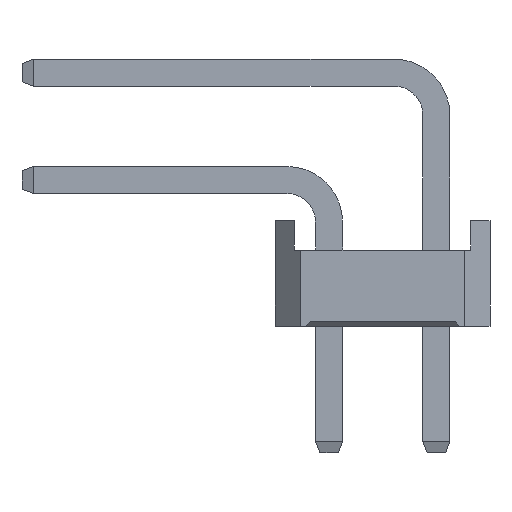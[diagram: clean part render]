
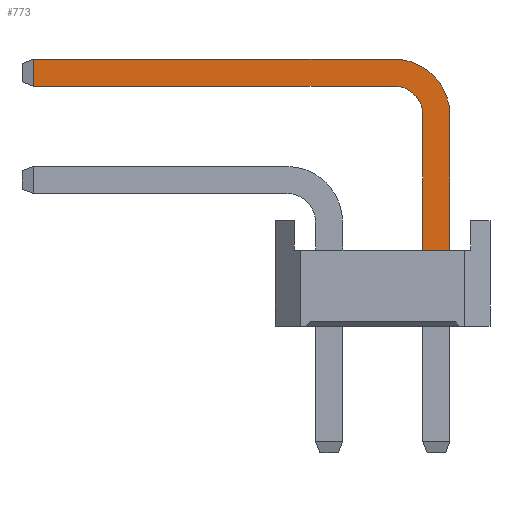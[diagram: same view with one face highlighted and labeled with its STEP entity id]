
A CAD part, left-side view. The second image highlights one B-rep face of the part: STEP entity #773.
In plain terms, the highlighted planar face has unit normal (-1, 0, 0).
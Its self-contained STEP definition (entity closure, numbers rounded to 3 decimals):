
#773=ADVANCED_FACE('',(#2297),#2299,.T.);
#2297=FACE_BOUND('',#2298,.T.);
#2298=EDGE_LOOP('',(#3501,#3502,#3503,#3504,#3505,#3506,#3507,#3508));
#2299=PLANE('',#2300);
#2300=AXIS2_PLACEMENT_3D('',#2301,#2302,#2303);
#2301=CARTESIAN_POINT('',(-0.32,-2.22,-3.));
#2302=DIRECTION('',(-1.,0.,0.));
#2303=DIRECTION('',(0.,-1.,0.));
#3501=ORIENTED_EDGE('',*,*,#4234,.F.);
#3502=ORIENTED_EDGE('',*,*,#4235,.F.);
#3503=ORIENTED_EDGE('',*,*,#4236,.F.);
#3504=ORIENTED_EDGE('',*,*,#4237,.F.);
#3505=ORIENTED_EDGE('',*,*,#4031,.T.);
#3506=ORIENTED_EDGE('',*,*,#4233,.T.);
#3507=ORIENTED_EDGE('',*,*,#4238,.T.);
#3508=ORIENTED_EDGE('',*,*,#4239,.T.);
#4031=EDGE_CURVE('',#4582,#4580,#4583,.T.);
#4233=EDGE_CURVE('',#4580,#4898,#4900,.T.);
#4234=EDGE_CURVE('',#4901,#4902,#4903,.T.);
#4235=EDGE_CURVE('',#4904,#4901,#4905,.T.);
#4236=EDGE_CURVE('',#4906,#4904,#4907,.T.);
#4237=EDGE_CURVE('',#4582,#4906,#4908,.T.);
#4238=EDGE_CURVE('',#4898,#4909,#4910,.T.);
#4239=EDGE_CURVE('',#4909,#4902,#4911,.T.);
#4580=VERTEX_POINT('',#5510);
#4582=VERTEX_POINT('',#5514);
#4583=LINE('',#5515,#5516);
#4898=VERTEX_POINT('',#6246);
#4900=LINE('',#6250,#6251);
#4901=VERTEX_POINT('',#6253);
#4902=VERTEX_POINT('',#6254);
#4903=LINE('',#6255,#6256);
#4904=VERTEX_POINT('',#6258);
#4905=LINE('',#6259,#6260);
#4906=VERTEX_POINT('',#6262);
#4907=CIRCLE('',#6263,0.68);
#4908=LINE('',#6267,#6268);
#4909=VERTEX_POINT('',#6270);
#4910=CIRCLE('',#6271,1.32);
#4911=LINE('',#6275,#6276);
#5510=CARTESIAN_POINT('',(-0.32,-2.86,1.8));
#5514=CARTESIAN_POINT('',(-0.32,-2.22,1.8));
#5515=CARTESIAN_POINT('',(-0.32,-2.22,1.8));
#5516=VECTOR('',#5517,1.);
#5517=DIRECTION('',(0.,-1.,0.));
#6246=CARTESIAN_POINT('',(-0.32,-2.86,5.));
#6250=CARTESIAN_POINT('',(-0.32,-2.86,1.8));
#6251=VECTOR('',#6252,1.);
#6252=DIRECTION('',(0.,0.,1.));
#6253=CARTESIAN_POINT('',(-0.32,6.995,5.68));
#6254=CARTESIAN_POINT('',(-0.32,6.995,6.32));
#6255=CARTESIAN_POINT('',(-0.32,6.995,5.68));
#6256=VECTOR('',#6257,1.);
#6257=DIRECTION('',(0.,0.,1.));
#6258=CARTESIAN_POINT('',(-0.32,-1.54,5.68));
#6259=CARTESIAN_POINT('',(-0.32,-1.54,5.68));
#6260=VECTOR('',#6261,1.);
#6261=DIRECTION('',(0.,1.,0.));
#6262=CARTESIAN_POINT('',(-0.32,-2.22,5.));
#6263=AXIS2_PLACEMENT_3D('',#6264,#6265,#6266);
#6264=CARTESIAN_POINT('',(-0.32,-1.54,5.));
#6265=DIRECTION('',(-1.,-0.,0.));
#6266=DIRECTION('',(0.,-1.,0.));
#6267=CARTESIAN_POINT('',(-0.32,-2.22,1.8));
#6268=VECTOR('',#6269,1.);
#6269=DIRECTION('',(0.,0.,1.));
#6270=CARTESIAN_POINT('',(-0.32,-1.54,6.32));
#6271=AXIS2_PLACEMENT_3D('',#6272,#6273,#6274);
#6272=CARTESIAN_POINT('',(-0.32,-1.54,5.));
#6273=DIRECTION('',(-1.,-0.,0.));
#6274=DIRECTION('',(0.,-1.,0.));
#6275=CARTESIAN_POINT('',(-0.32,-1.54,6.32));
#6276=VECTOR('',#6277,1.);
#6277=DIRECTION('',(0.,1.,0.));
